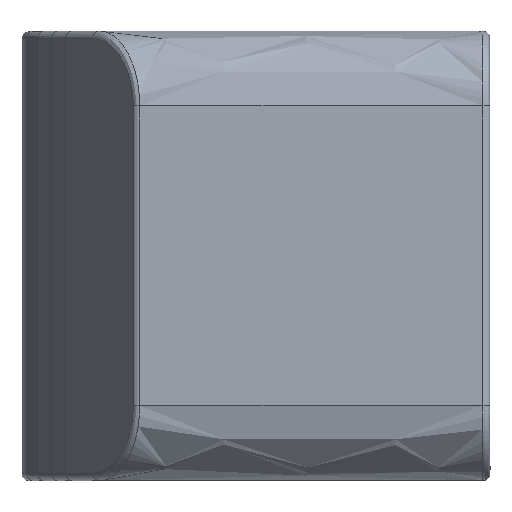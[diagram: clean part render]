
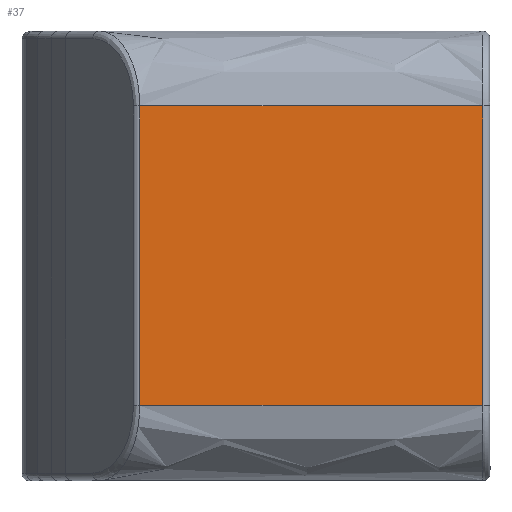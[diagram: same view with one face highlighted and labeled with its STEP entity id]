
A CAD part, top view. The second image highlights one B-rep face of the part: STEP entity #37.
In plain terms, the highlighted free-form (B-spline) face has degree [2, 1] with [3, 2] control points.
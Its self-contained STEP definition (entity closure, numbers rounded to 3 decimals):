
#37=ADVANCED_FACE('',(#93),#771,.T.);
#93=FACE_OUTER_BOUND('',#149,.T.);
#149=EDGE_LOOP('',(#257,#258,#259,#260));
#257=ORIENTED_EDGE('',*,*,#469,.T.);
#258=ORIENTED_EDGE('',*,*,#520,.T.);
#259=ORIENTED_EDGE('',*,*,#468,.F.);
#260=ORIENTED_EDGE('',*,*,#532,.F.);
#468=EDGE_CURVE('',#733,#734,#583,.T.);
#469=EDGE_CURVE('',#735,#736,#584,.T.);
#520=EDGE_CURVE('',#736,#734,#634,.T.);
#532=EDGE_CURVE('',#735,#733,#646,.T.);
#583=(
BOUNDED_CURVE()
B_SPLINE_CURVE(1,(#1559,#1560),.UNSPECIFIED.,.F.,.F.)
B_SPLINE_CURVE_WITH_KNOTS((2,2),(10.,467.795),
 .UNSPECIFIED.)
CURVE()
GEOMETRIC_REPRESENTATION_ITEM()
RATIONAL_B_SPLINE_CURVE((1.,1.))
REPRESENTATION_ITEM('')
);
#584=(
BOUNDED_CURVE()
B_SPLINE_CURVE(1,(#1561,#1562),.UNSPECIFIED.,.F.,.F.)
B_SPLINE_CURVE_WITH_KNOTS((2,2),(10.,467.795),.UNSPECIFIED.)
CURVE()
GEOMETRIC_REPRESENTATION_ITEM()
RATIONAL_B_SPLINE_CURVE((1.,1.))
REPRESENTATION_ITEM('')
);
#634=(
BOUNDED_CURVE()
B_SPLINE_CURVE(1,(#1739,#1740),.UNSPECIFIED.,.F.,.F.)
B_SPLINE_CURVE_WITH_KNOTS((2,2),(0.,400.),
 .UNSPECIFIED.)
CURVE()
GEOMETRIC_REPRESENTATION_ITEM()
RATIONAL_B_SPLINE_CURVE((1.,1.))
REPRESENTATION_ITEM('')
);
#646=(
BOUNDED_CURVE()
B_SPLINE_CURVE(1,(#1774,#1775),.UNSPECIFIED.,.F.,.F.)
B_SPLINE_CURVE_WITH_KNOTS((2,2),(0.,400.),
 .UNSPECIFIED.)
CURVE()
GEOMETRIC_REPRESENTATION_ITEM()
RATIONAL_B_SPLINE_CURVE((1.,1.))
REPRESENTATION_ITEM('')
);
#733=VERTEX_POINT('',#1464);
#734=VERTEX_POINT('',#1465);
#735=VERTEX_POINT('',#1466);
#736=VERTEX_POINT('',#1467);
#771=(
BOUNDED_SURFACE()
B_SPLINE_SURFACE(2,1,((#909,#910),(#911,#912),(#913,#914)),
 .UNSPECIFIED.,.F.,.F.,.F.)
B_SPLINE_SURFACE_WITH_KNOTS((3,3),(2,2),(-1471.239,-1071.239),
(0.,936.635),.UNSPECIFIED.)
GEOMETRIC_REPRESENTATION_ITEM()
RATIONAL_B_SPLINE_SURFACE(((1.,1.),(1.,1.),(1.,1.)))
REPRESENTATION_ITEM('')
SURFACE()
);
#909=CARTESIAN_POINT('',(625.007,100.,400.));
#910=CARTESIAN_POINT('',(-311.628,100.,400.));
#911=CARTESIAN_POINT('',(625.007,300.,400.));
#912=CARTESIAN_POINT('',(-311.628,300.,400.));
#913=CARTESIAN_POINT('',(625.007,500.,400.));
#914=CARTESIAN_POINT('',(-311.628,500.,400.));
#1464=CARTESIAN_POINT('',(615.007,100.,400.));
#1465=CARTESIAN_POINT('',(157.212,100.,400.));
#1466=CARTESIAN_POINT('',(615.007,500.,400.));
#1467=CARTESIAN_POINT('',(157.212,500.,400.));
#1559=CARTESIAN_POINT('',(615.007,100.,400.));
#1560=CARTESIAN_POINT('',(157.212,100.,400.));
#1561=CARTESIAN_POINT('',(615.007,500.,400.));
#1562=CARTESIAN_POINT('',(157.212,500.,400.));
#1739=CARTESIAN_POINT('',(157.212,500.,400.));
#1740=CARTESIAN_POINT('',(157.212,100.,400.));
#1774=CARTESIAN_POINT('',(615.007,500.,400.));
#1775=CARTESIAN_POINT('',(615.007,100.,400.));
